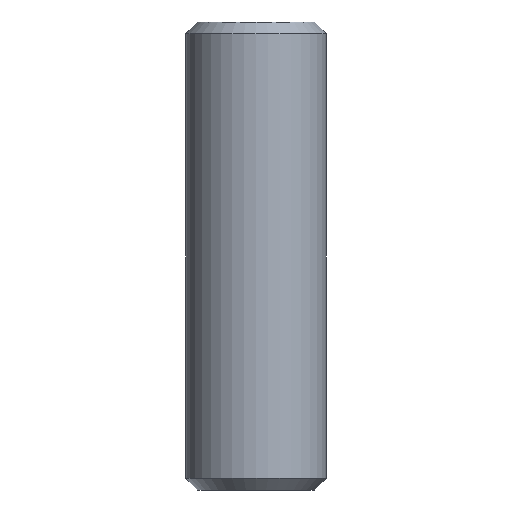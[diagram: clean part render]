
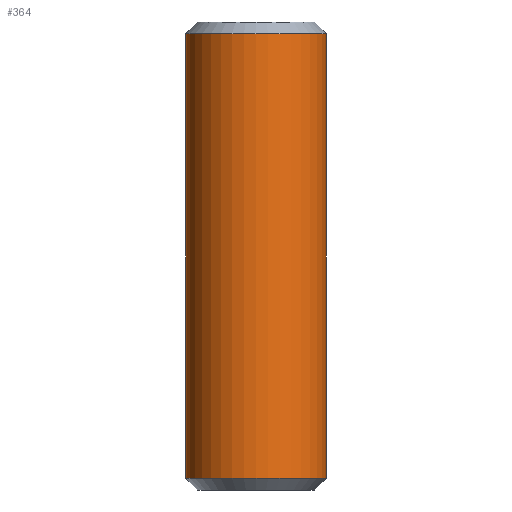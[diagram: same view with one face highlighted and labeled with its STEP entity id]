
A CAD part, front view. The second image highlights one B-rep face of the part: STEP entity #364.
In plain terms, the highlighted cylindrical face has radius 6 mm (diameter 12 mm), a partial arc.
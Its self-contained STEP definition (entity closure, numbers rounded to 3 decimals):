
#20 = CARTESIAN_POINT ( 'NONE',  ( 6., 0., 40. ) ) ;
#40 = DIRECTION ( 'NONE',  ( 1., 0., 0. ) ) ;
#53 = CARTESIAN_POINT ( 'NONE',  ( 6., 0., 1. ) ) ;
#54 = CARTESIAN_POINT ( 'NONE',  ( 0., 0., 39. ) ) ;
#57 = CIRCLE ( 'NONE', #456, 6. ) ;
#76 = AXIS2_PLACEMENT_3D ( 'NONE', #54, #306, #197 ) ;
#77 = FACE_OUTER_BOUND ( 'NONE', #314, .T. ) ;
#88 = DIRECTION ( 'NONE',  ( 0., 0., -1. ) ) ;
#99 = VERTEX_POINT ( 'NONE', #189 ) ;
#108 = ORIENTED_EDGE ( 'NONE', *, *, #308, .T. ) ;
#153 = CIRCLE ( 'NONE', #76, 6. ) ;
#157 = CARTESIAN_POINT ( 'NONE',  ( -6., 0., 1. ) ) ;
#159 = VECTOR ( 'NONE', #88, 1000. ) ;
#160 = VECTOR ( 'NONE', #232, 1000. ) ;
#168 = AXIS2_PLACEMENT_3D ( 'NONE', #169, #311, #382 ) ;
#169 = CARTESIAN_POINT ( 'NONE',  ( 0., 0., 40. ) ) ;
#189 = CARTESIAN_POINT ( 'NONE',  ( 6., 0., 39. ) ) ;
#197 = DIRECTION ( 'NONE',  ( 1., 0., 0. ) ) ;
#232 = DIRECTION ( 'NONE',  ( 0., 0., -1. ) ) ;
#237 = LINE ( 'NONE', #265, #160 ) ;
#250 = EDGE_CURVE ( 'NONE', #99, #458, #299, .T. ) ;
#254 = DIRECTION ( 'NONE',  ( 0., 0., 1. ) ) ;
#265 = CARTESIAN_POINT ( 'NONE',  ( -6., 0., 40. ) ) ;
#269 = EDGE_CURVE ( 'NONE', #99, #408, #153, .T. ) ;
#275 = ORIENTED_EDGE ( 'NONE', *, *, #250, .F. ) ;
#281 = ORIENTED_EDGE ( 'NONE', *, *, #269, .T. ) ;
#299 = LINE ( 'NONE', #20, #159 ) ;
#303 = VERTEX_POINT ( 'NONE', #157 ) ;
#306 = DIRECTION ( 'NONE',  ( 0., 0., -1. ) ) ;
#308 = EDGE_CURVE ( 'NONE', #408, #303, #237, .T. ) ;
#311 = DIRECTION ( 'NONE',  ( 0., 0., -1. ) ) ;
#314 = EDGE_LOOP ( 'NONE', ( #275, #281, #108, #389 ) ) ;
#333 = CARTESIAN_POINT ( 'NONE',  ( 0., 0., 1. ) ) ;
#347 = CARTESIAN_POINT ( 'NONE',  ( -6., 0., 39. ) ) ;
#352 = CYLINDRICAL_SURFACE ( 'NONE', #168, 6. ) ;
#364 = ADVANCED_FACE ( 'NONE', ( #77 ), #352, .T. ) ;
#382 = DIRECTION ( 'NONE',  ( -1., 0., 0. ) ) ;
#389 = ORIENTED_EDGE ( 'NONE', *, *, #433, .T. ) ;
#408 = VERTEX_POINT ( 'NONE', #347 ) ;
#433 = EDGE_CURVE ( 'NONE', #303, #458, #57, .T. ) ;
#456 = AXIS2_PLACEMENT_3D ( 'NONE', #333, #254, #40 ) ;
#458 = VERTEX_POINT ( 'NONE', #53 ) ;
